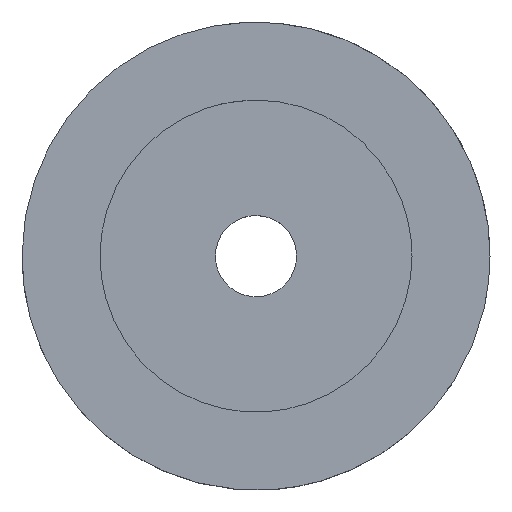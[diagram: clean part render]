
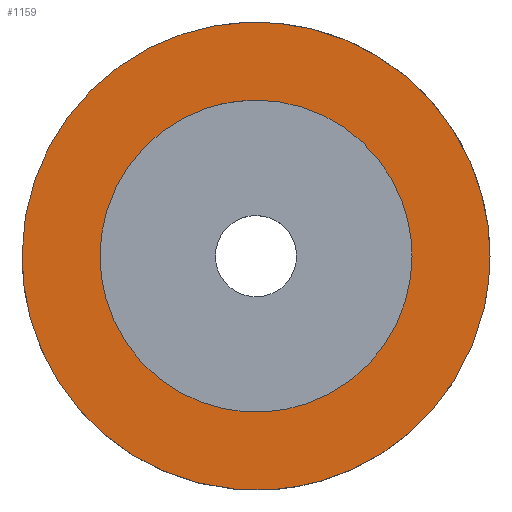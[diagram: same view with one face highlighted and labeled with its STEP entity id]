
A CAD part, top view. The second image highlights one B-rep face of the part: STEP entity #1159.
In plain terms, the highlighted free-form (B-spline) face has degree [1, 1] with [2, 2] control points.
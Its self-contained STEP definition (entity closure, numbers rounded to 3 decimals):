
#664=CARTESIAN_POINT('',(0.61,-9.981,9.0));
#665=VERTEX_POINT('',#664);
#671=CARTESIAN_POINT('',(10.0,0.0,9.0));
#672=VERTEX_POINT('',#671);
#673=CARTESIAN_POINT('',(10.0,0.0,9.0));
#674=CARTESIAN_POINT('',(10.0,-9.407,9.));
#675=CARTESIAN_POINT('',(0.61,-9.981,9.0));
#683=(BOUNDED_CURVE()B_SPLINE_CURVE(2,(#673,#674,#675),.UNSPECIFIED.,.F.,.U.)B_SPLINE_CURVE_WITH_KNOTS((3,3),(0.5,0.739),.UNSPECIFIED.)CURVE()GEOMETRIC_REPRESENTATION_ITEM()RATIONAL_B_SPLINE_CURVE((1.0,0.72,0.976))REPRESENTATION_ITEM(''));
#684=EDGE_CURVE('',#672,#665,#683,.T.);
#686=CARTESIAN_POINT('',(-1.18,9.93,9.0));
#687=VERTEX_POINT('',#686);
#688=CARTESIAN_POINT('',(-1.18,9.93,9.0));
#689=CARTESIAN_POINT('',(-0.592,10.0,9.));
#690=CARTESIAN_POINT('',(0.0,10.0,9.0));
#691=CARTESIAN_POINT('',(10.,10.,9.));
#692=CARTESIAN_POINT('',(10.0,0.0,9.0));
#700=(BOUNDED_CURVE()B_SPLINE_CURVE(2,(#688,#689,#690,#691,#692),.UNSPECIFIED.,.F.,.U.)B_SPLINE_CURVE_WITH_KNOTS((3,2,3),(0.23,0.25,0.5),.UNSPECIFIED.)CURVE()GEOMETRIC_REPRESENTATION_ITEM()RATIONAL_B_SPLINE_CURVE((0.956,0.976,1.0,0.707,1.0))REPRESENTATION_ITEM(''));
#701=EDGE_CURVE('',#687,#672,#700,.T.);
#745=CARTESIAN_POINT('',(-10.0,0.0,9.0));
#746=VERTEX_POINT('',#745);
#747=CARTESIAN_POINT('',(-10.0,0.0,9.0));
#748=CARTESIAN_POINT('',(-10.0,8.882,9.0));
#749=CARTESIAN_POINT('',(-1.18,9.93,9.0));
#757=(BOUNDED_CURVE()B_SPLINE_CURVE(2,(#747,#748,#749),.UNSPECIFIED.,.F.,.U.)B_SPLINE_CURVE_WITH_KNOTS((3,3),(0.0,0.23),.UNSPECIFIED.)CURVE()GEOMETRIC_REPRESENTATION_ITEM()RATIONAL_B_SPLINE_CURVE((1.0,0.731,0.956))REPRESENTATION_ITEM(''));
#758=EDGE_CURVE('',#746,#687,#757,.T.);
#760=CARTESIAN_POINT('',(0.61,-9.981,9.0));
#761=CARTESIAN_POINT('',(0.306,-10.,9.0));
#762=CARTESIAN_POINT('',(0.0,-10.0,9.0));
#763=CARTESIAN_POINT('',(-10.,-10.,9.));
#764=CARTESIAN_POINT('',(-10.0,0.0,9.0));
#772=(BOUNDED_CURVE()B_SPLINE_CURVE(2,(#760,#761,#762,#763,#764),.UNSPECIFIED.,.F.,.U.)B_SPLINE_CURVE_WITH_KNOTS((3,2,3),(0.739,0.75,1.0),.UNSPECIFIED.)CURVE()GEOMETRIC_REPRESENTATION_ITEM()RATIONAL_B_SPLINE_CURVE((0.976,0.988,1.0,0.707,1.0))REPRESENTATION_ITEM(''));
#773=EDGE_CURVE('',#665,#746,#772,.T.);
#829=CARTESIAN_POINT('',(14.64,-3.269,9.0));
#830=VERTEX_POINT('',#829);
#836=CARTESIAN_POINT('',(1.177,-14.954,9.0));
#837=VERTEX_POINT('',#836);
#838=CARTESIAN_POINT('',(14.64,-3.269,9.0));
#839=CARTESIAN_POINT('',(12.225,-14.084,9.));
#840=CARTESIAN_POINT('',(1.177,-14.954,9.0));
#848=(BOUNDED_CURVE()B_SPLINE_CURVE(2,(#838,#839,#840),.UNSPECIFIED.,.F.,.U.)B_SPLINE_CURVE_WITH_KNOTS((3,3),(0.537,0.736),.UNSPECIFIED.)CURVE()GEOMETRIC_REPRESENTATION_ITEM()RATIONAL_B_SPLINE_CURVE((0.926,0.762,0.97))REPRESENTATION_ITEM(''));
#849=EDGE_CURVE('',#830,#837,#848,.T.);
#963=CARTESIAN_POINT('',(-15.0,0.0,9.0));
#964=VERTEX_POINT('',#963);
#965=CARTESIAN_POINT('',(1.177,-14.954,9.0));
#966=CARTESIAN_POINT('',(0.589,-15.,9.0));
#967=CARTESIAN_POINT('',(0.0,-15.0,9.0));
#968=CARTESIAN_POINT('',(-15.,-15.,9.0));
#969=CARTESIAN_POINT('',(-15.0,0.0,9.0));
#977=(BOUNDED_CURVE()B_SPLINE_CURVE(2,(#965,#966,#967,#968,#969),.UNSPECIFIED.,.F.,.U.)B_SPLINE_CURVE_WITH_KNOTS((3,2,3),(0.736,0.75,1.0),.UNSPECIFIED.)CURVE()GEOMETRIC_REPRESENTATION_ITEM()RATIONAL_B_SPLINE_CURVE((0.97,0.984,1.0,0.707,1.0))REPRESENTATION_ITEM(''));
#978=EDGE_CURVE('',#837,#964,#977,.T.);
#980=CARTESIAN_POINT('',(15.0,0.0,9.0));
#981=VERTEX_POINT('',#980);
#982=CARTESIAN_POINT('',(-15.0,0.0,9.0));
#983=CARTESIAN_POINT('',(-15.,15.,9.0));
#984=CARTESIAN_POINT('',(0.0,15.0,9.0));
#985=CARTESIAN_POINT('',(15.,15.,9.0));
#986=CARTESIAN_POINT('',(15.0,0.0,9.0));
#994=(BOUNDED_CURVE()B_SPLINE_CURVE(2,(#982,#983,#984,#985,#986),.UNSPECIFIED.,.F.,.U.)B_SPLINE_CURVE_WITH_KNOTS((3,2,3),(0.0,0.25,0.5),.UNSPECIFIED.)CURVE()GEOMETRIC_REPRESENTATION_ITEM()RATIONAL_B_SPLINE_CURVE((1.0,0.707,1.0,0.707,1.0))REPRESENTATION_ITEM(''));
#995=EDGE_CURVE('',#964,#981,#994,.T.);
#997=CARTESIAN_POINT('',(15.0,0.0,9.0));
#998=CARTESIAN_POINT('',(15.,-1.654,9.0));
#999=CARTESIAN_POINT('',(14.64,-3.269,9.0));
#1007=(BOUNDED_CURVE()B_SPLINE_CURVE(2,(#997,#998,#999),.UNSPECIFIED.,.F.,.U.)B_SPLINE_CURVE_WITH_KNOTS((3,3),(0.5,0.537),.UNSPECIFIED.)CURVE()GEOMETRIC_REPRESENTATION_ITEM()RATIONAL_B_SPLINE_CURVE((1.0,0.956,0.926))REPRESENTATION_ITEM(''));
#1008=EDGE_CURVE('',#981,#830,#1007,.T.);
#1142=CARTESIAN_POINT('',(-16.498,-16.494,9.0));
#1143=CARTESIAN_POINT('',(16.499,-16.494,9.0));
#1144=CARTESIAN_POINT('',(-16.498,16.498,9.0));
#1145=CARTESIAN_POINT('',(16.499,16.498,9.0));
#1146=B_SPLINE_SURFACE_WITH_KNOTS('',1,1,((#1142,#1144),(#1143,#1145)),.UNSPECIFIED.,.F.,.F.,.U.,(2,2),(2,2),(0.0,32.997),(0.0,32.992),.UNSPECIFIED.);
#1147=ORIENTED_EDGE('',*,*,#978,.F.);
#1148=ORIENTED_EDGE('',*,*,#849,.F.);
#1149=ORIENTED_EDGE('',*,*,#1008,.F.);
#1150=ORIENTED_EDGE('',*,*,#995,.F.);
#1151=EDGE_LOOP('',(#1147,#1148,#1149,#1150));
#1152=FACE_OUTER_BOUND('',#1151,.T.);
#1153=ORIENTED_EDGE('',*,*,#684,.T.);
#1154=ORIENTED_EDGE('',*,*,#773,.T.);
#1155=ORIENTED_EDGE('',*,*,#758,.T.);
#1156=ORIENTED_EDGE('',*,*,#701,.T.);
#1157=EDGE_LOOP('',(#1153,#1154,#1155,#1156));
#1158=FACE_BOUND('',#1157,.T.);
#1159=ADVANCED_FACE('',(#1152,#1158),#1146,.T.);
